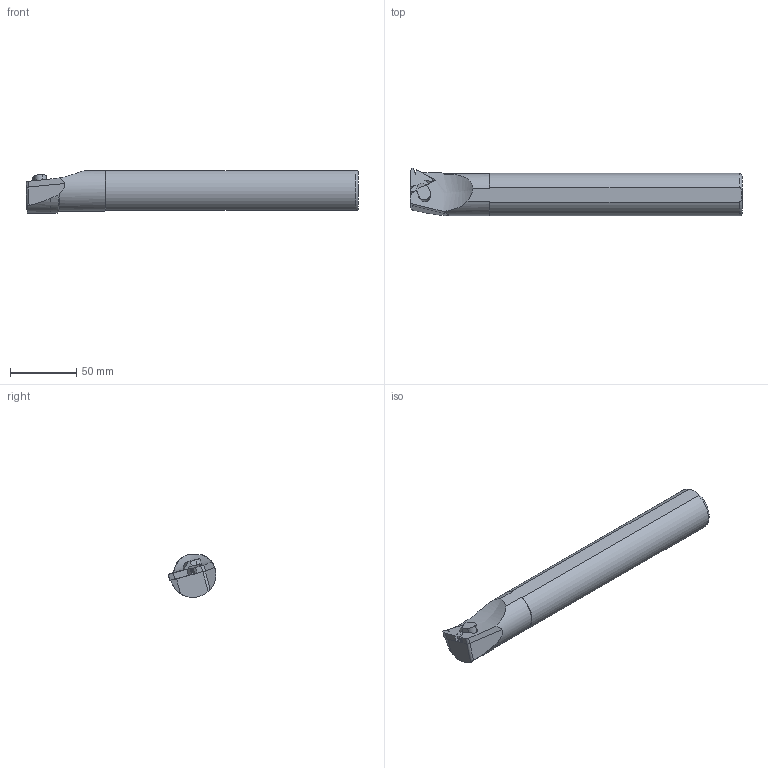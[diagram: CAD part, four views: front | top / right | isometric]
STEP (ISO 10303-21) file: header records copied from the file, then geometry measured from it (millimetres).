
FILE_DESCRIPTION(/* description */ (''),/* implementation_level */ '2;1');
FILE_NAME(/* name */ 'SIL-S32S-22C-T.stp',/* time_stamp */ '2023-10-18T18:30:38+03:00',/* author */ (''),/* organization */ (''),/* preprocessor_version */ 'ST-DEVELOPER v19.4',/* originating_system */ 'SIEMENS PLM Software NX2306.3001',/* authorisation */ '');
FILE_SCHEMA (('AUTOMOTIVE_DESIGN { 1 0 10303 214 3 1 1 1 }'));
Length unit declared in the file: millimetre
Products named in the file (1): model1
Bounding box: 250 x 36.11 x 32.17 mm (x, y, z)
Volume: 187832.1 mm3; surface area: 26951.7 mm2
Topology: 2 solids, 2 shells, 72 faces, 193 edges, 126 vertices
Faces by surface type: plane 49, cylinder 16, cone 5, torus 1, bspline 1
Entity records: 3136 total; most frequent: CARTESIAN_POINT 833, ORIENTED_EDGE 382, DIRECTION 346, EDGE_CURVE 191, VERTEX_POINT 125, LINE 120, VECTOR 120, AXIS2_PLACEMENT_3D 113
